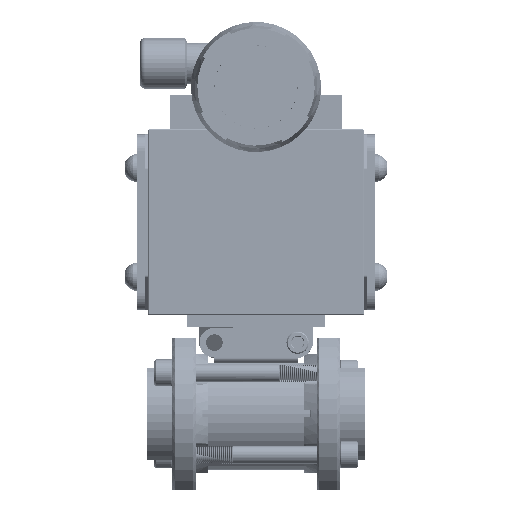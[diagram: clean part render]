
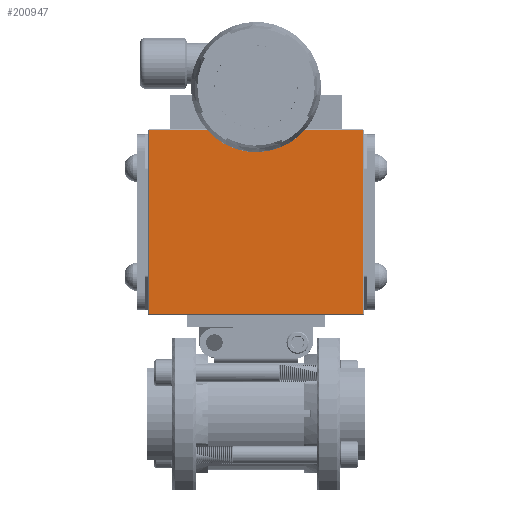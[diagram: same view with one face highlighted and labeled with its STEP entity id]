
A CAD part, top view. The second image highlights one B-rep face of the part: STEP entity #200947.
In plain terms, the highlighted planar face has unit normal (0, 0, 1).
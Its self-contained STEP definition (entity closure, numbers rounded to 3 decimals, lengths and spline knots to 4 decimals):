
#1947 = CARTESIAN_POINT ( 'NONE',  ( 2.251, 5.954, 1.55 ) ) ;
#8146 = DIRECTION ( 'NONE',  ( 0., 0., -1. ) ) ;
#16223 = CARTESIAN_POINT ( 'NONE',  ( -2.275, 2.094, 1.55 ) ) ;
#31928 = DIRECTION ( 'NONE',  ( 1., 0., 0. ) ) ;
#38874 = CARTESIAN_POINT ( 'NONE',  ( -2.275, 5.974, 1.55 ) ) ;
#45761 = VERTEX_POINT ( 'NONE', #128826 ) ;
#48456 = ORIENTED_EDGE ( 'NONE', *, *, #89094, .T. ) ;
#51224 = VECTOR ( 'NONE', #57376, 39.3701 ) ;
#55235 = AXIS2_PLACEMENT_3D ( 'NONE', #38874, #8146, #117225 ) ;
#57376 = DIRECTION ( 'NONE',  ( 0., 1., 0. ) ) ;
#64443 = EDGE_CURVE ( 'NONE', #192385, #133945, #92654, .T. ) ;
#65067 = VECTOR ( 'NONE', #31928, 39.3701 ) ;
#72198 = LINE ( 'NONE', #163666, #149905 ) ;
#89094 = EDGE_CURVE ( 'NONE', #194338, #45761, #173781, .T. ) ;
#92654 = LINE ( 'NONE', #196755, #51224 ) ;
#94773 = ORIENTED_EDGE ( 'NONE', *, *, #134573, .T. ) ;
#96408 = CARTESIAN_POINT ( 'NONE',  ( -2.255, 5.954, 1.55 ) ) ;
#97129 = ORIENTED_EDGE ( 'NONE', *, *, #130707, .T. ) ;
#101615 = PLANE ( 'NONE',  #55235 ) ;
#106310 = LINE ( 'NONE', #16223, #65067 ) ;
#112036 = DIRECTION ( 'NONE',  ( 0., -1., 0. ) ) ;
#117225 = DIRECTION ( 'NONE',  ( 0., -1., 0. ) ) ;
#125897 = EDGE_LOOP ( 'NONE', ( #133474, #97129, #48456, #94773 ) ) ;
#128826 = CARTESIAN_POINT ( 'NONE',  ( -2.255, 2.094, 1.55 ) ) ;
#130707 = EDGE_CURVE ( 'NONE', #133945, #194338, #72198, .T. ) ;
#133474 = ORIENTED_EDGE ( 'NONE', *, *, #64443, .T. ) ;
#133945 = VERTEX_POINT ( 'NONE', #1947 ) ;
#134573 = EDGE_CURVE ( 'NONE', #45761, #192385, #106310, .T. ) ;
#137061 = FACE_OUTER_BOUND ( 'NONE', #125897, .T. ) ;
#143255 = CARTESIAN_POINT ( 'NONE',  ( -2.255, 2.074, 1.55 ) ) ;
#147999 = DIRECTION ( 'NONE',  ( -1., 0., 0. ) ) ;
#149905 = VECTOR ( 'NONE', #147999, 39.3701 ) ;
#163666 = CARTESIAN_POINT ( 'NONE',  ( -2.275, 5.954, 1.55 ) ) ;
#164455 = CARTESIAN_POINT ( 'NONE',  ( 2.251, 2.094, 1.55 ) ) ;
#168952 = VECTOR ( 'NONE', #112036, 39.3701 ) ;
#173781 = LINE ( 'NONE', #143255, #168952 ) ;
#192385 = VERTEX_POINT ( 'NONE', #164455 ) ;
#194338 = VERTEX_POINT ( 'NONE', #96408 ) ;
#196755 = CARTESIAN_POINT ( 'NONE',  ( 2.251, 5.974, 1.55 ) ) ;
#200947 = ADVANCED_FACE ( 'NONE', ( #137061 ), #101615, .F. ) ;
